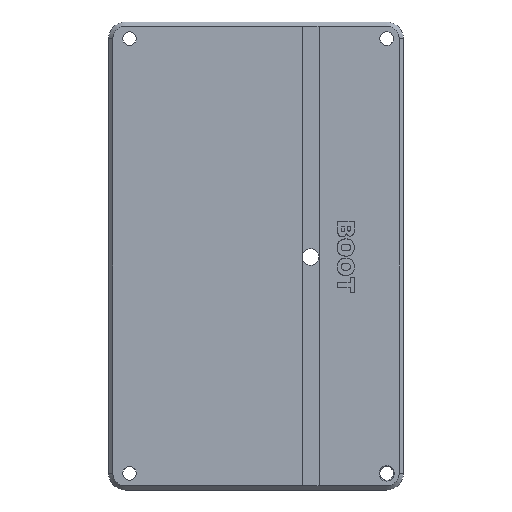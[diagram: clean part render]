
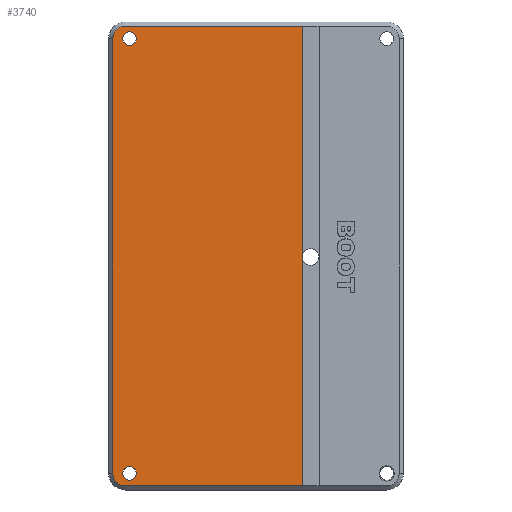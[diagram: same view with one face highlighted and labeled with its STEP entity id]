
A CAD part, top view. The second image highlights one B-rep face of the part: STEP entity #3740.
In plain terms, the highlighted planar face has unit normal (0, 0, 1).
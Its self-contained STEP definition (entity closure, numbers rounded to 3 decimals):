
#367=FACE_BOUND('',#619,.T.);
#368=FACE_BOUND('',#620,.T.);
#401=FACE_OUTER_BOUND('',#618,.T.);
#618=EDGE_LOOP('',(#2526,#2527,#2528,#2529,#2530,#2531,#2532,#2533));
#619=EDGE_LOOP('',(#2534));
#620=EDGE_LOOP('',(#2535));
#859=CIRCLE('',#3979,3.);
#860=CIRCLE('',#3980,3.);
#861=CIRCLE('',#3981,2.);
#862=CIRCLE('',#3982,1.65);
#863=CIRCLE('',#3983,1.65);
#894=LINE('',#4739,#1221);
#906=LINE('',#4763,#1233);
#909=LINE('',#4768,#1236);
#910=LINE('',#4771,#1237);
#911=LINE('',#4775,#1238);
#1221=VECTOR('',#4126,10.);
#1233=VECTOR('',#4144,10.);
#1236=VECTOR('',#4149,10.);
#1237=VECTOR('',#4152,10.);
#1238=VECTOR('',#4155,10.);
#1549=VERTEX_POINT('',#4736);
#1550=VERTEX_POINT('',#4738);
#1558=VERTEX_POINT('',#4760);
#1559=VERTEX_POINT('',#4762);
#1560=VERTEX_POINT('',#4766);
#1561=VERTEX_POINT('',#4770);
#1562=VERTEX_POINT('',#4772);
#1563=VERTEX_POINT('',#4774);
#1564=VERTEX_POINT('',#4778);
#1565=VERTEX_POINT('',#4780);
#1929=EDGE_CURVE('',#1550,#1549,#894,.T.);
#1941=EDGE_CURVE('',#1558,#1559,#906,.T.);
#1944=EDGE_CURVE('',#1558,#1560,#909,.T.);
#1945=EDGE_CURVE('',#1561,#1549,#910,.T.);
#1946=EDGE_CURVE('',#1562,#1561,#859,.T.);
#1947=EDGE_CURVE('',#1563,#1562,#911,.T.);
#1948=EDGE_CURVE('',#1559,#1563,#860,.T.);
#1949=EDGE_CURVE('',#1560,#1550,#861,.T.);
#1950=EDGE_CURVE('',#1564,#1564,#862,.F.);
#1951=EDGE_CURVE('',#1565,#1565,#863,.F.);
#2526=ORIENTED_EDGE('',*,*,#1929,.T.);
#2527=ORIENTED_EDGE('',*,*,#1945,.F.);
#2528=ORIENTED_EDGE('',*,*,#1946,.F.);
#2529=ORIENTED_EDGE('',*,*,#1947,.F.);
#2530=ORIENTED_EDGE('',*,*,#1948,.F.);
#2531=ORIENTED_EDGE('',*,*,#1941,.F.);
#2532=ORIENTED_EDGE('',*,*,#1944,.T.);
#2533=ORIENTED_EDGE('',*,*,#1949,.T.);
#2534=ORIENTED_EDGE('',*,*,#1950,.T.);
#2535=ORIENTED_EDGE('',*,*,#1951,.T.);
#3649=PLANE('',#3978);
#3740=ADVANCED_FACE('',(#401,#367,#368),#3649,.T.);
#3978=AXIS2_PLACEMENT_3D('',#4769,#4150,#4151);
#3979=AXIS2_PLACEMENT_3D('',#4773,#4153,#4154);
#3980=AXIS2_PLACEMENT_3D('',#4776,#4156,#4157);
#3981=AXIS2_PLACEMENT_3D('',#4777,#4158,#4159);
#3982=AXIS2_PLACEMENT_3D('',#4779,#4160,#4161);
#3983=AXIS2_PLACEMENT_3D('',#4781,#4162,#4163);
#4126=DIRECTION('',(0.,1.,0.));
#4144=DIRECTION('',(-1.,0.,0.));
#4149=DIRECTION('',(0.,1.,0.));
#4150=DIRECTION('center_axis',(0.,0.,1.));
#4151=DIRECTION('ref_axis',(-1.,0.,0.));
#4152=DIRECTION('',(1.,0.,0.));
#4153=DIRECTION('center_axis',(0.,0.,-1.));
#4154=DIRECTION('ref_axis',(-0.707,0.707,0.));
#4155=DIRECTION('',(0.,1.,0.));
#4156=DIRECTION('center_axis',(0.,0.,-1.));
#4157=DIRECTION('ref_axis',(-0.707,-0.707,0.));
#4158=DIRECTION('center_axis',(0.,0.,
-1.));
#4159=DIRECTION('ref_axis',(-1.,0.,0.));
#4160=DIRECTION('center_axis',(0.,0.,1.));
#4161=DIRECTION('ref_axis',(-1.,0.,0.));
#4162=DIRECTION('center_axis',(0.,0.,1.));
#4163=DIRECTION('ref_axis',(-1.,0.,0.));
#4736=CARTESIAN_POINT('',(43215.984,-34832.692,887.));
#4738=CARTESIAN_POINT('',(43215.984,-34887.918,887.));
#4739=CARTESIAN_POINT('',(43215.984,-34888.007,887.));
#4760=CARTESIAN_POINT('',(43215.984,-34943.499,887.));
#4762=CARTESIAN_POINT('',(43173.284,-34943.499,887.));
#4763=CARTESIAN_POINT('',(43189.784,-34943.499,887.));
#4766=CARTESIAN_POINT('',(43215.984,-34888.771,887.));
#4768=CARTESIAN_POINT('',(43215.984,-34915.797,887.));
#4769=CARTESIAN_POINT('Origin',(43205.284,-34888.096,887.));
#4770=CARTESIAN_POINT('',(43173.284,-34832.692,887.));
#4771=CARTESIAN_POINT('',(43220.784,-34832.692,887.));
#4772=CARTESIAN_POINT('',(43170.284,-34835.692,887.));
#4773=CARTESIAN_POINT('Origin',(43173.284,-34835.692,887.));
#4774=CARTESIAN_POINT('',(43170.284,-34940.499,887.));
#4775=CARTESIAN_POINT('',(43170.284,-34861.894,887.));
#4776=CARTESIAN_POINT('Origin',(43173.284,-34940.499,887.));
#4777=CARTESIAN_POINT('Origin',(43217.938,-34888.344,887.));
#4778=CARTESIAN_POINT('',(43175.934,-34940.499,887.));
#4779=CARTESIAN_POINT('Origin',(43174.284,-34940.499,887.));
#4780=CARTESIAN_POINT('',(43175.934,-34835.692,887.));
#4781=CARTESIAN_POINT('Origin',(43174.284,-34835.692,887.));
